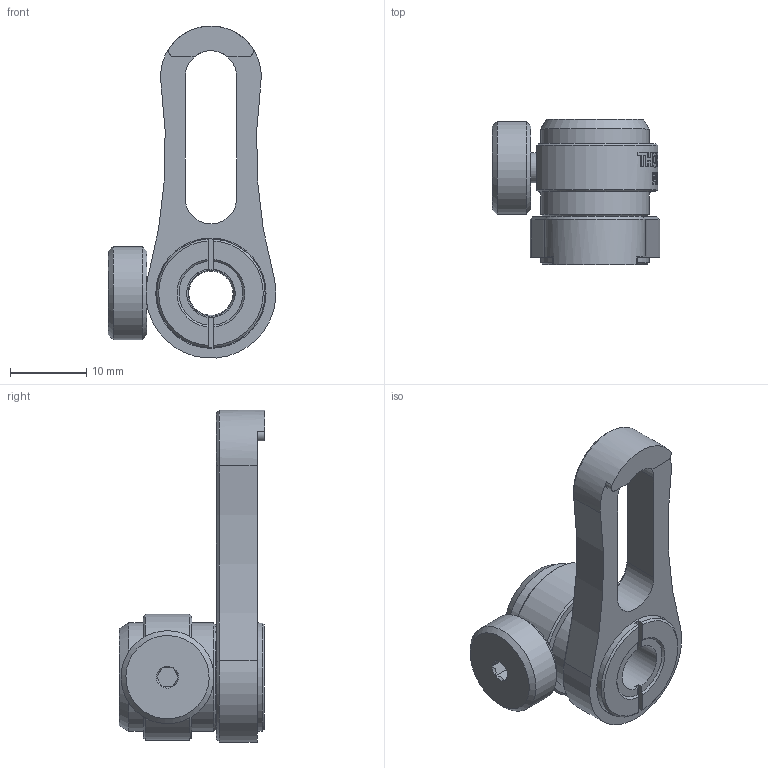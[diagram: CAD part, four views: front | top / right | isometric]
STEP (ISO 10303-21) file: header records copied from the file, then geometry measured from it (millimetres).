
FILE_DESCRIPTION(/* description */ (''),/* implementation_level */ '2;1');
FILE_NAME(/* name */ 'MSL075-Step.step',/* time_stamp */ '2024-06-17T21:39:36-04:00',/* author */ (''),/* organization */ (''),/* preprocessor_version */ 'ST-DEVELOPER v20',/* originating_system */ 'Autodesk Translation Framework v12.20.1.177',/* authorisation */ '');
FILE_SCHEMA (('AUTOMOTIVE_DESIGN { 1 0 10303 214 3 1 1 }'));
Length unit declared in the file: inch
Products named in the file (1): MSL075-Step
Bounding box: 21.97 x 19.13 x 43.55 mm (x, y, z)
Volume: 4616.4 mm3; surface area: 4389.8 mm2
Topology: 5 solids, 5 shells, 348 faces, 896 edges, 587 vertices
Faces by surface type: plane 155, bspline 116, cylinder 47, cone 29, torus 1
Full cylindrical faces by diameter (mm): 3.988 x1, 4.166 x1, 6.35 x1, 7.772 x1, 7.874 x1, 8 x1, 8.026 x1, 9.016 x1, 9.804 x1, 9.906 x1, 10.414 x1, 10.465 x1, 12.192 x1, 14.224 x3, 14.478 x1
Entity records: 19575 total; most frequent: CARTESIAN_POINT 11197, ORIENTED_EDGE 1792, DIRECTION 1390, EDGE_CURVE 896, VERTEX_POINT 587, AXIS2_PLACEMENT_3D 489, LINE 412, VECTOR 412
